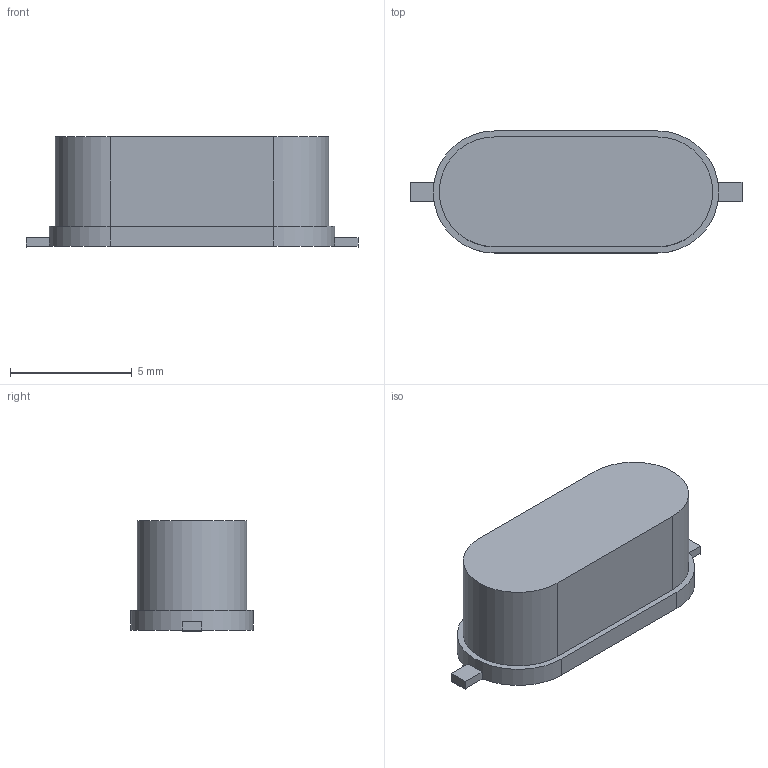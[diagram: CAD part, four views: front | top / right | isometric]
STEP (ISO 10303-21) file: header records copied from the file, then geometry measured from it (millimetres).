
FILE_DESCRIPTION(('STEP AP214'),'1');
FILE_NAME('XTAL_C4SD_FOX','2021-01-22T12:45:45',(''),(''),'','','');
FILE_SCHEMA(('AUTOMOTIVE_DESIGN'));
Length unit declared in the file: millimetre
Products named in the file (1): product
Bounding box: 13.61 x 5 x 4.55 mm (x, y, z)
Volume: 213.7 mm3; surface area: 329.6 mm2
Topology: 4 solids, 6 shells, 28 faces, 54 edges, 36 vertices
Faces by surface type: plane 24, cylinder 4
Entity records: 748 total; most frequent: DIRECTION 124, ORIENTED_EDGE 120, CARTESIAN_POINT 73, EDGE_CURVE 58, LINE 50, VECTOR 50, AXIS2_PLACEMENT_3D 37, VERTEX_POINT 36
